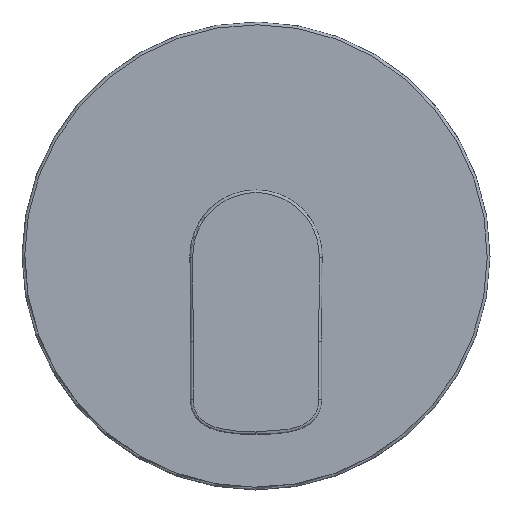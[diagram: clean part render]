
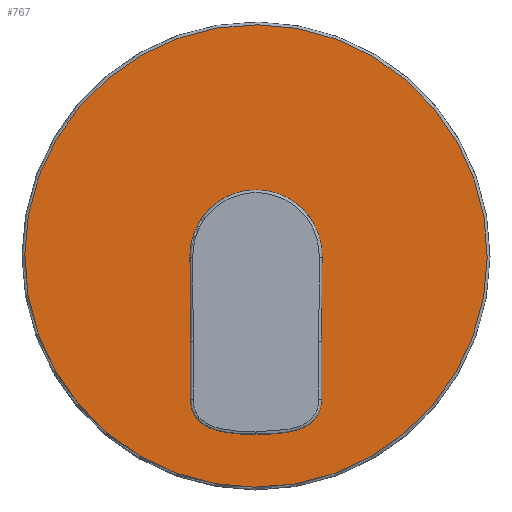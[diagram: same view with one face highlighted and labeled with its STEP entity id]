
A CAD part, left-side view. The second image highlights one B-rep face of the part: STEP entity #767.
In plain terms, the highlighted face is planar.
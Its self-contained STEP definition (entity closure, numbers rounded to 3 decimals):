
#329=FACE_OUTER_BOUND('',#369,.T.);
#369=EDGE_LOOP('',(#653));
#413=CIRCLE('',#1143,84.);
#455=VERTEX_POINT('',#1684);
#523=EDGE_CURVE('',#455,#455,#413,.T.);
#653=ORIENTED_EDGE('',*,*,#523,.T.);
#745=PLANE('',#1145);
#767=ADVANCED_FACE('',(#329),#745,.T.);
#1143=AXIS2_PLACEMENT_3D('',#1685,#1365,#1366);
#1145=AXIS2_PLACEMENT_3D('',#1687,#1369,#1370);
#1365=DIRECTION('center_axis',(1.,0.,0.));
#1366=DIRECTION('ref_axis',(0.,0.,-1.));
#1369=DIRECTION('center_axis',(1.,0.,0.));
#1370=DIRECTION('ref_axis',(0.,0.,-1.));
#1684=CARTESIAN_POINT('',(10.,0.402,83.999));
#1685=CARTESIAN_POINT('Origin',(10.,0.,0.));
#1687=CARTESIAN_POINT('Origin',(10.,0.,0.));
